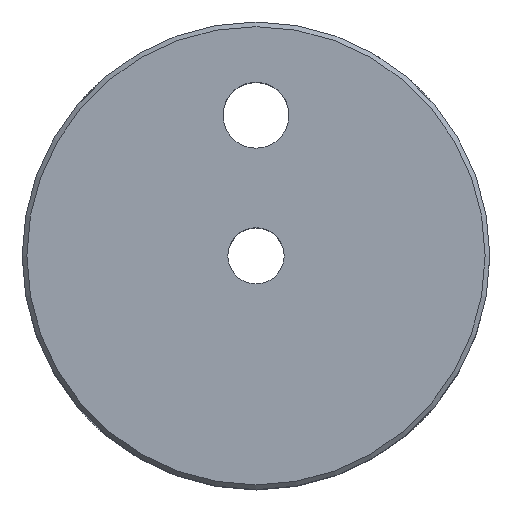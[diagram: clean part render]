
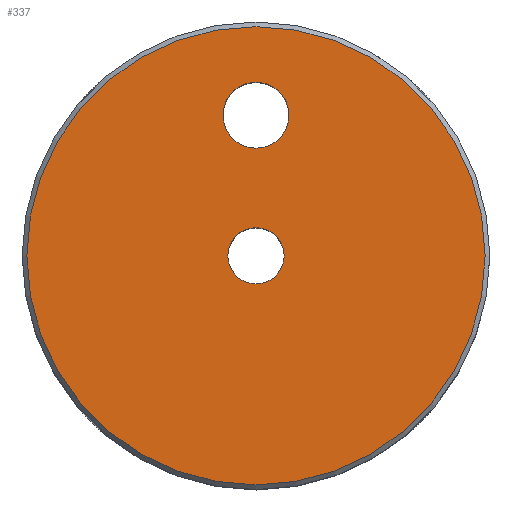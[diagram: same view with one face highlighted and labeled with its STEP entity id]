
A CAD part, top view. The second image highlights one B-rep face of the part: STEP entity #337.
In plain terms, the highlighted planar face has unit normal (0, 0, 1).
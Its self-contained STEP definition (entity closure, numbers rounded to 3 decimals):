
#16=PLANE('',#380);
#35=FACE_BOUND('',#102,.T.);
#36=FACE_BOUND('',#103,.T.);
#68=FACE_OUTER_BOUND('',#101,.T.);
#101=EDGE_LOOP('',(#272));
#102=EDGE_LOOP('',(#273));
#103=EDGE_LOOP('',(#274));
#153=CIRCLE('',#379,24.45);
#154=CIRCLE('',#381,3.518);
#155=CIRCLE('',#382,3.);
#185=VERTEX_POINT('',#831);
#186=VERTEX_POINT('',#835);
#187=VERTEX_POINT('',#837);
#219=EDGE_CURVE('',#185,#185,#153,.T.);
#221=EDGE_CURVE('',#186,#186,#154,.T.);
#222=EDGE_CURVE('',#187,#187,#155,.T.);
#272=ORIENTED_EDGE('',*,*,#219,.F.);
#273=ORIENTED_EDGE('',*,*,#221,.F.);
#274=ORIENTED_EDGE('',*,*,#222,.T.);
#337=ADVANCED_FACE('',(#68,#35,#36),#16,.T.);
#379=AXIS2_PLACEMENT_3D('',#832,#431,#432);
#380=AXIS2_PLACEMENT_3D('',#834,#434,#435);
#381=AXIS2_PLACEMENT_3D('',#836,#436,#437);
#382=AXIS2_PLACEMENT_3D('',#838,#438,#439);
#431=DIRECTION('center_axis',(0.,0.,-1.));
#432=DIRECTION('ref_axis',(1.,0.,0.));
#434=DIRECTION('center_axis',(0.,0.,1.));
#435=DIRECTION('ref_axis',(1.,0.,0.));
#436=DIRECTION('center_axis',(0.,0.,1.));
#437=DIRECTION('ref_axis',(1.,0.,0.));
#438=DIRECTION('center_axis',(0.,0.,-1.));
#439=DIRECTION('ref_axis',(-1.,0.,0.));
#831=CARTESIAN_POINT('',(-24.45,0.,25.));
#832=CARTESIAN_POINT('Origin',(0.,0.,25.));
#834=CARTESIAN_POINT('Origin',(0.,0.,25.));
#835=CARTESIAN_POINT('',(-3.518,15.,25.));
#836=CARTESIAN_POINT('Origin',(0.,15.,25.));
#837=CARTESIAN_POINT('',(3.,0.,25.));
#838=CARTESIAN_POINT('Origin',(0.,0.,25.));
